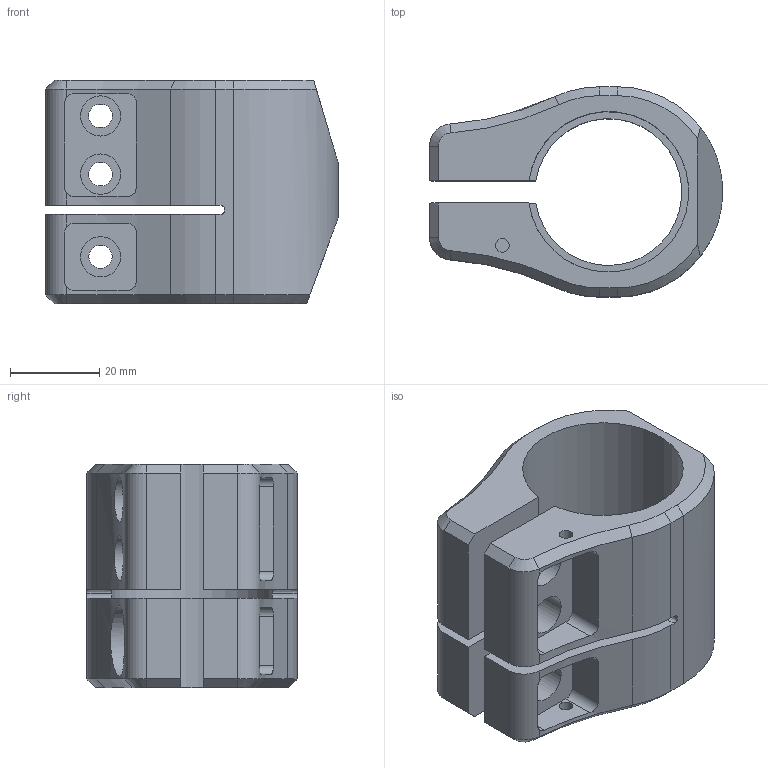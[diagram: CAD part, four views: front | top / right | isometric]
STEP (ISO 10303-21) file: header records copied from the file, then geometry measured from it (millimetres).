
FILE_DESCRIPTION (( 'STEP AP214' ), '1' );
FILE_NAME ('PER-USI-018A-manchon 4EDF.STEP', '2023-04-03T12:08:50', ( '' ), ( '' ), 'SwSTEP 2.0', 'SolidWorks 2021', '' );
FILE_SCHEMA (( 'AUTOMOTIVE_DESIGN' ));
Length unit declared in the file: millimetre
Products named in the file (1): PER-USI-018A-manchon 4EDF
Bounding box: 65.5 x 47 x 50 mm (x, y, z)
Volume: 58222.6 mm3; surface area: 22160.7 mm2
Topology: 1 solids, 1 shells, 92 faces, 252 edges, 164 vertices
Faces by surface type: plane 38, cylinder 34, cone 16, bspline 4
Full cylindrical faces by diameter (mm): 3.1 x2, 5.2 x1, 5.3 x2, 9 x3, 10 x2, 16 x1
Entity records: 3457 total; most frequent: CARTESIAN_POINT 1172, ORIENTED_EDGE 464, DIRECTION 455, EDGE_CURVE 232, AXIS2_PLACEMENT_3D 170, VERTEX_POINT 155, EDGE_LOOP 121, LINE 115
